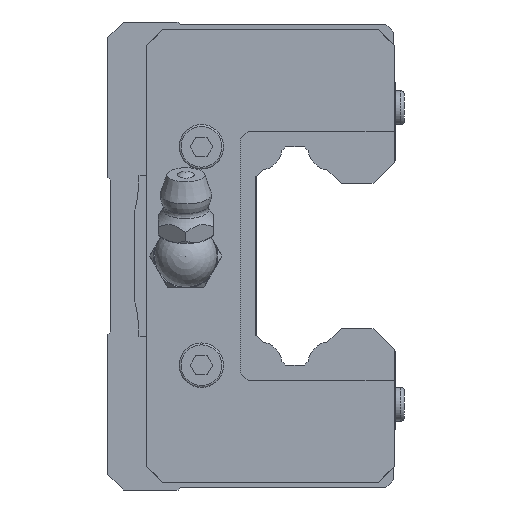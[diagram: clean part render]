
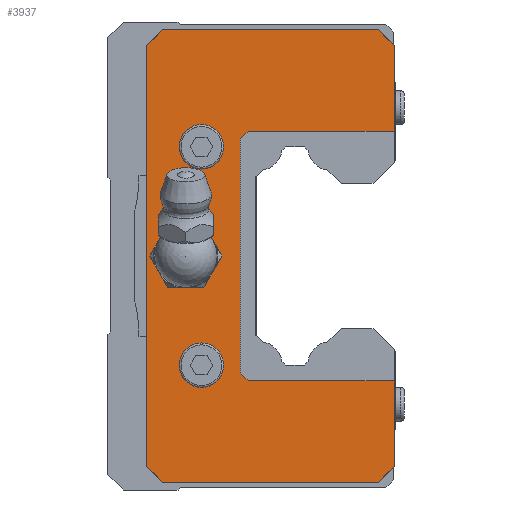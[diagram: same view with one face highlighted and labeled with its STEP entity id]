
A CAD part, left-side view. The second image highlights one B-rep face of the part: STEP entity #3937.
In plain terms, the highlighted planar face has unit normal (-1, 0, 0).
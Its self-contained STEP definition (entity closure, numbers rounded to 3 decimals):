
#80=LINE('',#5770,#494);
#104=LINE('',#5824,#518);
#113=LINE('',#5843,#527);
#117=LINE('',#5850,#531);
#150=LINE('',#5920,#564);
#153=LINE('',#5925,#567);
#177=LINE('',#5971,#591);
#229=LINE('',#6089,#643);
#233=LINE('',#6095,#647);
#363=LINE('',#6448,#777);
#364=LINE('',#6451,#778);
#365=LINE('',#6452,#779);
#366=LINE('',#6454,#780);
#367=LINE('',#6456,#781);
#494=VECTOR('',#4569,1000.);
#518=VECTOR('',#4601,1000.);
#527=VECTOR('',#4616,1000.);
#531=VECTOR('',#4622,1000.);
#564=VECTOR('',#4669,1000.);
#567=VECTOR('',#4674,1000.);
#591=VECTOR('',#4718,1000.);
#643=VECTOR('',#4808,1000.);
#647=VECTOR('',#4814,1000.);
#777=VECTOR('',#5134,1000.);
#778=VECTOR('',#5135,1000.);
#779=VECTOR('',#5136,1000.);
#780=VECTOR('',#5137,1000.);
#781=VECTOR('',#5138,1000.);
#968=PLANE('',#4271);
#1150=CIRCLE('',#4272,3.);
#1151=CIRCLE('',#4273,2.85);
#1152=CIRCLE('',#4274,2.85);
#1858=ORIENTED_EDGE('',*,*,#2661,.T.);
#1859=ORIENTED_EDGE('',*,*,#2662,.F.);
#1860=ORIENTED_EDGE('',*,*,#2663,.F.);
#1861=ORIENTED_EDGE('',*,*,#2664,.T.);
#1862=ORIENTED_EDGE('',*,*,#2665,.T.);
#1863=ORIENTED_EDGE('',*,*,#2496,.F.);
#1864=ORIENTED_EDGE('',*,*,#2370,.F.);
#1865=ORIENTED_EDGE('',*,*,#2366,.F.);
#1866=ORIENTED_EDGE('',*,*,#2356,.F.);
#1867=ORIENTED_EDGE('',*,*,#2434,.F.);
#1868=ORIENTED_EDGE('',*,*,#2330,.F.);
#1869=ORIENTED_EDGE('',*,*,#2408,.F.);
#1870=ORIENTED_EDGE('',*,*,#2405,.F.);
#1871=ORIENTED_EDGE('',*,*,#2492,.F.);
#1872=ORIENTED_EDGE('',*,*,#2666,.T.);
#1873=ORIENTED_EDGE('',*,*,#2667,.T.);
#1874=ORIENTED_EDGE('',*,*,#2668,.T.);
#2330=EDGE_CURVE('',#2841,#2842,#80,.T.);
#2356=EDGE_CURVE('',#2867,#2868,#104,.T.);
#2366=EDGE_CURVE('',#2868,#2875,#113,.T.);
#2370=EDGE_CURVE('',#2875,#2877,#117,.T.);
#2405=EDGE_CURVE('',#2906,#2907,#150,.T.);
#2408=EDGE_CURVE('',#2907,#2841,#153,.T.);
#2434=EDGE_CURVE('',#2842,#2867,#177,.T.);
#2492=EDGE_CURVE('',#2966,#2906,#229,.T.);
#2496=EDGE_CURVE('',#2877,#2968,#233,.T.);
#2661=EDGE_CURVE('',#3093,#3093,#1150,.T.);
#2662=EDGE_CURVE('',#3094,#3094,#1151,.F.);
#2663=EDGE_CURVE('',#3095,#3095,#1152,.F.);
#2664=EDGE_CURVE('',#3096,#3097,#363,.T.);
#2665=EDGE_CURVE('',#3097,#2968,#364,.T.);
#2666=EDGE_CURVE('',#2966,#3098,#365,.T.);
#2667=EDGE_CURVE('',#3098,#3099,#366,.T.);
#2668=EDGE_CURVE('',#3099,#3096,#367,.T.);
#2841=VERTEX_POINT('',#5769);
#2842=VERTEX_POINT('',#5771);
#2867=VERTEX_POINT('',#5823);
#2868=VERTEX_POINT('',#5825);
#2875=VERTEX_POINT('',#5844);
#2877=VERTEX_POINT('',#5851);
#2906=VERTEX_POINT('',#5919);
#2907=VERTEX_POINT('',#5921);
#2966=VERTEX_POINT('',#6088);
#2968=VERTEX_POINT('',#6096);
#3093=VERTEX_POINT('',#6443);
#3094=VERTEX_POINT('',#6445);
#3095=VERTEX_POINT('',#6447);
#3096=VERTEX_POINT('',#6449);
#3097=VERTEX_POINT('',#6450);
#3098=VERTEX_POINT('',#6453);
#3099=VERTEX_POINT('',#6455);
#3348=EDGE_LOOP('',(#1858));
#3349=EDGE_LOOP('',(#1859));
#3350=EDGE_LOOP('',(#1860));
#3351=EDGE_LOOP('',(#1861,#1862,#1863,#1864,#1865,#1866,#1867,#1868,#1869,
#1870,#1871,#1872,#1873,#1874));
#3651=FACE_BOUND('',#3348,.T.);
#3652=FACE_BOUND('',#3349,.T.);
#3653=FACE_BOUND('',#3350,.T.);
#3654=FACE_BOUND('',#3351,.T.);
#3937=ADVANCED_FACE('',(#3651,#3652,#3653,#3654),#968,.F.);
#4271=AXIS2_PLACEMENT_3D('',#6441,#5126,#5127);
#4272=AXIS2_PLACEMENT_3D('',#6442,#5128,#5129);
#4273=AXIS2_PLACEMENT_3D('',#6444,#5130,#5131);
#4274=AXIS2_PLACEMENT_3D('',#6446,#5132,#5133);
#4569=DIRECTION('',(0.,0.707,0.707));
#4601=DIRECTION('',(0.,-0.707,0.707));
#4616=DIRECTION('',(0.,-1.,0.));
#4622=DIRECTION('',(0.,-0.707,-0.707));
#4669=DIRECTION('',(0.,0.707,-0.707));
#4674=DIRECTION('',(0.,1.,0.));
#4718=DIRECTION('',(0.,0.,1.));
#4808=DIRECTION('',(0.,0.,-1.));
#4814=DIRECTION('',(0.,0.,-1.));
#5126=DIRECTION('',(1.,0.,0.));
#5127=DIRECTION('',(0.,0.,-1.));
#5128=DIRECTION('',(1.,0.,0.));
#5129=DIRECTION('',(0.,0.,-1.));
#5130=DIRECTION('',(1.,0.,0.));
#5131=DIRECTION('',(0.,0.,-1.));
#5132=DIRECTION('',(1.,0.,0.));
#5133=DIRECTION('',(0.,0.,-1.));
#5134=DIRECTION('',(0.,-0.707,0.707));
#5135=DIRECTION('',(0.,-1.,0.));
#5136=DIRECTION('',(0.,1.,0.));
#5137=DIRECTION('',(0.,0.707,0.707));
#5138=DIRECTION('',(0.,0.,1.));
#5769=CARTESIAN_POINT('',(-47.,31.,-29.));
#5770=CARTESIAN_POINT('',(-47.,31.,-29.));
#5771=CARTESIAN_POINT('',(-47.,33.,-27.));
#5823=CARTESIAN_POINT('',(-47.,33.,27.));
#5824=CARTESIAN_POINT('',(-47.,33.,27.));
#5825=CARTESIAN_POINT('',(-47.,31.,29.));
#5843=CARTESIAN_POINT('',(-47.,38.,29.));
#5844=CARTESIAN_POINT('',(-47.,3.283,29.));
#5850=CARTESIAN_POINT('',(-47.,3.283,29.));
#5851=CARTESIAN_POINT('',(-47.,1.283,27.));
#5919=CARTESIAN_POINT('',(-47.,1.283,-27.));
#5920=CARTESIAN_POINT('',(-47.,1.283,-27.));
#5921=CARTESIAN_POINT('',(-47.,3.283,-29.));
#5925=CARTESIAN_POINT('',(-47.,0.,-29.));
#5971=CARTESIAN_POINT('',(-47.,33.,-27.));
#6088=CARTESIAN_POINT('',(-47.,1.283,-16.));
#6089=CARTESIAN_POINT('',(-47.,1.283,27.));
#6095=CARTESIAN_POINT('',(-47.,1.283,27.));
#6096=CARTESIAN_POINT('',(-47.,1.283,16.));
#6441=CARTESIAN_POINT('',(-47.,0.,0.));
#6442=CARTESIAN_POINT('',(-47.,28.,0.));
#6443=CARTESIAN_POINT('',(-47.,28.,-3.));
#6444=CARTESIAN_POINT('',(-47.,26.,14.));
#6445=CARTESIAN_POINT('',(-47.,26.,11.15));
#6446=CARTESIAN_POINT('',(-47.,26.,-14.));
#6447=CARTESIAN_POINT('',(-47.,26.,-16.85));
#6448=CARTESIAN_POINT('',(-47.,21.,15.));
#6449=CARTESIAN_POINT('',(-47.,21.,15.));
#6450=CARTESIAN_POINT('',(-47.,20.,16.));
#6451=CARTESIAN_POINT('',(-47.,20.,16.));
#6452=CARTESIAN_POINT('',(-47.,1.283,-16.));
#6453=CARTESIAN_POINT('',(-47.,20.,-16.));
#6454=CARTESIAN_POINT('',(-47.,20.,-16.));
#6455=CARTESIAN_POINT('',(-47.,21.,-15.));
#6456=CARTESIAN_POINT('',(-47.,21.,-15.));
